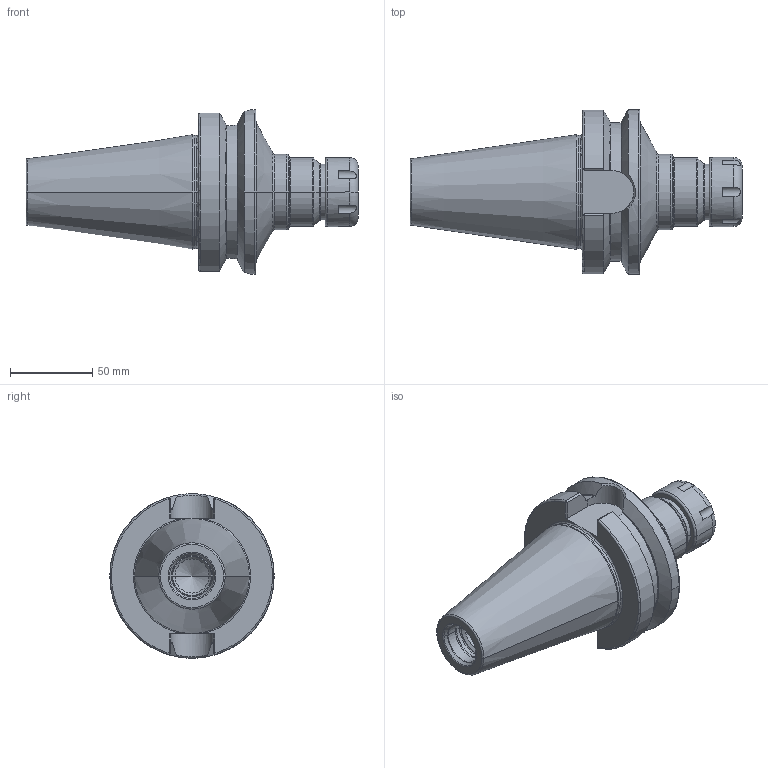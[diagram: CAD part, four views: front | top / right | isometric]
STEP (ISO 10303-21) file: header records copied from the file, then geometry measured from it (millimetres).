
FILE_DESCRIPTION((''),'2;1');
FILE_NAME('50-520-25-3_ASM','2013-12-10T',('mei'),(''),'PRO/ENGINEER BY PARAMETRIC TECHNOLOGY CORPORATION, 2010430','PRO/ENGINEER BY PARAMETRIC TECHNOLOGY CORPORATION, 2010430','');
FILE_SCHEMA(('CONFIG_CONTROL_DESIGN'));
Length unit declared in the file: millimetre
Products named in the file (3): 50-520-25-3; 83-914-25; 50-520-25-3_ASM
Assembly tree (2 placements, depth 2):
  50-520-25-3_ASM
    50-520-25-3
    83-914-25
Bounding box: 201.8 x 99.97 x 99.97 mm (x, y, z)
Volume: 556662 mm3; surface area: 66226.2 mm2
Topology: 2 solids, 3 shells, 145 faces, 340 edges, 201 vertices
Faces by surface type: torus 38, cylinder 38, plane 35, cone 28, bspline 6
Entity records: 4765 total; most frequent: CARTESIAN_POINT 1342, DIRECTION 762, ORIENTED_EDGE 668, EDGE_CURVE 336, AXIS2_PLACEMENT_3D 324, VERTEX_POINT 201, CIRCLE 178, EDGE_LOOP 153
